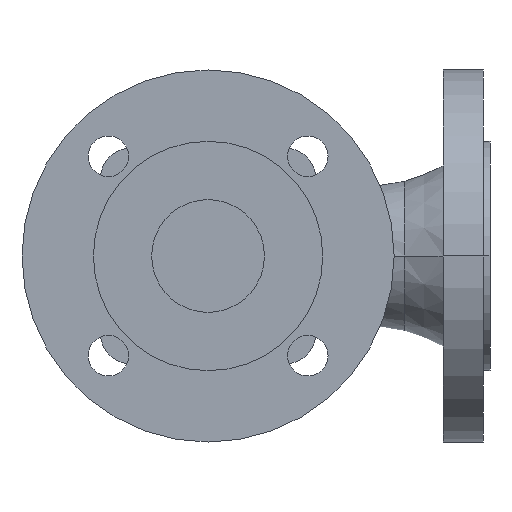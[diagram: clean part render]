
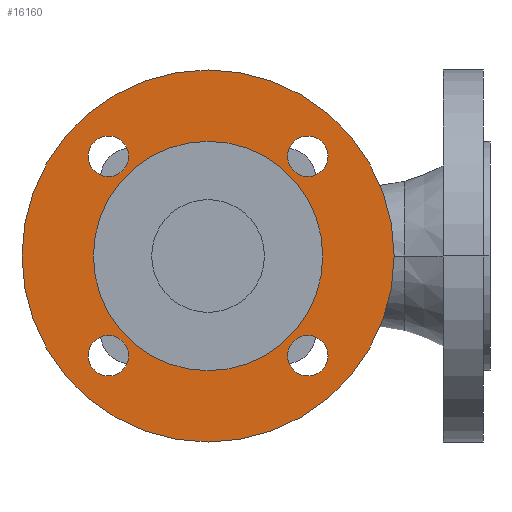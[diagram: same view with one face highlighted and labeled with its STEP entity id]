
A CAD part, front view. The second image highlights one B-rep face of the part: STEP entity #16160.
In plain terms, the highlighted planar face has unit normal (0, -1, 0).
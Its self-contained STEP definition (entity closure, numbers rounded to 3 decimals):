
#2560=CARTESIAN_POINT('',(-50.85,3.,0.));
#2570=VERTEX_POINT('',#2560);
#2730=CARTESIAN_POINT('',(50.85,3.,0.));
#2740=VERTEX_POINT('',#2730);
#2770=CARTESIAN_POINT('',(0.,3.,0.));
#2780=DIRECTION('',(0.,-1.,-0.));
#2790=DIRECTION('',(-1.,0.,0.));
#2800=AXIS2_PLACEMENT_3D('',#2770,#2780,#2790);
#2810=CIRCLE('',#2800,50.85);
#2820=EDGE_CURVE('',#2570,#2740,#2810,.T.);
#2960=CARTESIAN_POINT('',(-82.5,3.,0.));
#2970=VERTEX_POINT('',#2960);
#3150=CARTESIAN_POINT('',(82.5,3.,0.));
#3160=VERTEX_POINT('',#3150);
#3190=CARTESIAN_POINT('',(0.,3.,0.));
#3200=DIRECTION('',(0.,-1.,-0.));
#3210=DIRECTION('',(-1.,0.,0.));
#3220=AXIS2_PLACEMENT_3D('',#3190,#3200,#3210);
#3230=CIRCLE('',#3220,82.5);
#3240=EDGE_CURVE('',#3160,#2970,#3230,.T.);
#11450=CARTESIAN_POINT('',(35.194,3.,-44.194));
#11460=VERTEX_POINT('',#11450);
#11620=CARTESIAN_POINT('',(53.194,3.,-44.194));
#11630=VERTEX_POINT('',#11620);
#11660=CARTESIAN_POINT('',(44.194,3.,-44.194));
#11670=DIRECTION('',(-0.,1.,0.));
#11680=DIRECTION('',(1.,0.,0.));
#11690=AXIS2_PLACEMENT_3D('',#11660,#11670,#11680);
#11700=CIRCLE('',#11690,9.);
#11710=EDGE_CURVE('',#11630,#11460,#11700,.T.);
#11870=CARTESIAN_POINT('',(35.194,3.,44.194));
#11880=VERTEX_POINT('',#11870);
#11910=CARTESIAN_POINT('',(44.194,3.,44.194));
#11920=DIRECTION('',(-0.,1.,0.));
#11930=DIRECTION('',(1.,0.,0.));
#11940=AXIS2_PLACEMENT_3D('',#11910,#11920,#11930);
#11950=CIRCLE('',#11940,9.);
#11960=CARTESIAN_POINT('',(53.194,3.,44.194));
#11970=VERTEX_POINT('',#11960);
#11980=EDGE_CURVE('',#11880,#11970,#11950,.T.);
#12290=CARTESIAN_POINT('',(-53.194,3.,44.194));
#12300=VERTEX_POINT('',#12290);
#12330=CARTESIAN_POINT('',(-44.194,3.,44.194));
#12340=DIRECTION('',(-0.,1.,0.));
#12350=DIRECTION('',(1.,0.,0.));
#12360=AXIS2_PLACEMENT_3D('',#12330,#12340,#12350);
#12370=CIRCLE('',#12360,9.);
#12380=CARTESIAN_POINT('',(-35.194,3.,44.194));
#12390=VERTEX_POINT('',#12380);
#12400=EDGE_CURVE('',#12300,#12390,#12370,.T.);
#12710=CARTESIAN_POINT('',(-35.194,3.,-44.194));
#12720=VERTEX_POINT('',#12710);
#12880=CARTESIAN_POINT('',(-53.194,3.,-44.194));
#12890=VERTEX_POINT('',#12880);
#12920=CARTESIAN_POINT('',(-44.194,3.,-44.194));
#12930=DIRECTION('',(-0.,1.,0.));
#12940=DIRECTION('',(1.,0.,0.));
#12950=AXIS2_PLACEMENT_3D('',#12920,#12930,#12940);
#12960=CIRCLE('',#12950,9.);
#12970=EDGE_CURVE('',#12890,#12720,#12960,.T.);
#15810=CARTESIAN_POINT('',(-66.675,3.,0.));
#15820=DIRECTION('',(0.,-1.,-0.));
#15830=DIRECTION('',(-1.,0.,0.));
#15840=AXIS2_PLACEMENT_3D('',#15810,#15820,#15830);
#15850=PLANE('',#15840);
#15860=EDGE_CURVE('',#12720,#12890,#12960,.T.);
#15870=ORIENTED_EDGE('',*,*,#15860,.T.);
#15880=ORIENTED_EDGE('',*,*,#12970,.T.);
#15890=EDGE_LOOP('',(#15880,#15870));
#15900=FACE_BOUND('',#15890,.T.);
#15910=EDGE_CURVE('',#12390,#12300,#12370,.T.);
#15920=ORIENTED_EDGE('',*,*,#15910,.T.);
#15930=ORIENTED_EDGE('',*,*,#12400,.T.);
#15940=EDGE_LOOP('',(#15930,#15920));
#15950=FACE_BOUND('',#15940,.T.);
#15960=EDGE_CURVE('',#11970,#11880,#11950,.T.);
#15970=ORIENTED_EDGE('',*,*,#15960,.T.);
#15980=ORIENTED_EDGE('',*,*,#11980,.T.);
#15990=EDGE_LOOP('',(#15980,#15970));
#16000=FACE_BOUND('',#15990,.T.);
#16010=EDGE_CURVE('',#11460,#11630,#11700,.T.);
#16020=ORIENTED_EDGE('',*,*,#16010,.T.);
#16030=ORIENTED_EDGE('',*,*,#11710,.T.);
#16040=EDGE_LOOP('',(#16030,#16020));
#16050=FACE_BOUND('',#16040,.T.);
#16060=EDGE_CURVE('',#2740,#2570,#2810,.T.);
#16070=ORIENTED_EDGE('',*,*,#16060,.F.);
#16080=ORIENTED_EDGE('',*,*,#2820,.F.);
#16090=EDGE_LOOP('',(#16080,#16070));
#16100=FACE_BOUND('',#16090,.T.);
#16110=EDGE_CURVE('',#2970,#3160,#3230,.T.);
#16120=ORIENTED_EDGE('',*,*,#16110,.T.);
#16130=ORIENTED_EDGE('',*,*,#3240,.T.);
#16140=EDGE_LOOP('',(#16130,#16120));
#16150=FACE_OUTER_BOUND('',#16140,.T.);
#16160=ADVANCED_FACE('',(#15900,#15950,#16000,#16050,#16100,#16150),
#15850,.T.);
